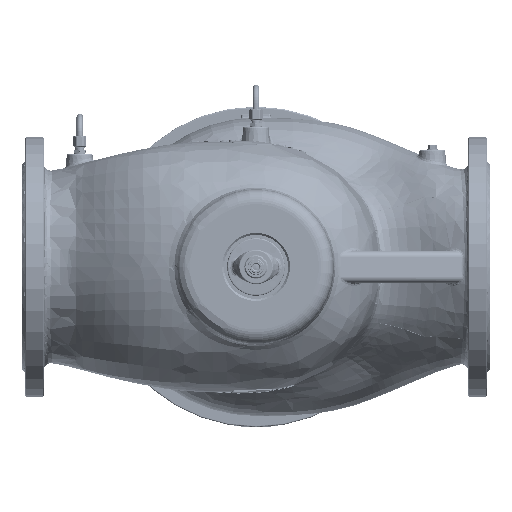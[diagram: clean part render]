
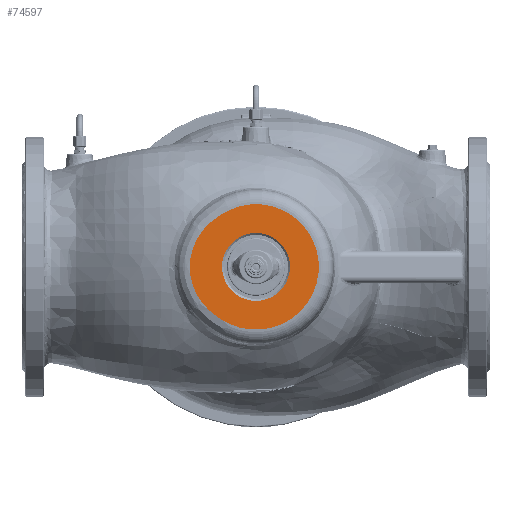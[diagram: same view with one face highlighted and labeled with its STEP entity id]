
A CAD part, front view. The second image highlights one B-rep face of the part: STEP entity #74597.
In plain terms, the highlighted planar face has unit normal (0, -1, 0).
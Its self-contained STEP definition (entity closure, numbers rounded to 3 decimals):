
#1167=CARTESIAN_POINT('',(0.,-257.,0.));
#1168=DIRECTION('',(0.,-1.,0.));
#1169=DIRECTION('',(-0.423,0.,-0.906));
#1170=AXIS2_PLACEMENT_3D('',#1167,#1168,#1169);
#21151=CARTESIAN_POINT('',(-84.29,-257.,
-55.392));
#21152=CARTESIAN_POINT('',(-83.004,-257.,
-57.075));
#21153=CARTESIAN_POINT('',(-80.275,-257.,
-60.411));
#21154=CARTESIAN_POINT('',(-75.528,-257.,
-65.458));
#21155=CARTESIAN_POINT('',(-70.559,-257.,
-70.072));
#21156=CARTESIAN_POINT('',(-65.376,-257.,-74.324));
#21157=CARTESIAN_POINT('',(-59.951,-257.,-78.276));
#21158=CARTESIAN_POINT('',(-54.208,-257.,-81.999));
#21159=CARTESIAN_POINT('',(-47.992,-257.,-85.563));
#21160=CARTESIAN_POINT('',(-43.685,-257.,-87.725));
#21161=CARTESIAN_POINT('',(-41.476,-257.,-88.758));
#21163=CARTESIAN_POINT('',(-103.404,-257.,
0.));
#21164=CARTESIAN_POINT('',(-103.404,-257.,
-4.794));
#21165=CARTESIAN_POINT('',(-102.619,-257.,
-14.369));
#21166=CARTESIAN_POINT('',(-98.923,-257.,
-28.999));
#21167=CARTESIAN_POINT('',(-92.789,-257.,
-42.979));
#21168=CARTESIAN_POINT('',(-87.361,-257.,
-51.38));
#21169=CARTESIAN_POINT('',(-84.29,-257.,
-55.392));
#21171=CARTESIAN_POINT('',(-84.291,-257.,
55.392));
#21172=CARTESIAN_POINT('',(-87.361,-257.,
51.379));
#21173=CARTESIAN_POINT('',(-92.789,-257.,
42.979));
#21174=CARTESIAN_POINT('',(-98.923,-257.,
28.999));
#21175=CARTESIAN_POINT('',(-102.619,-257.,
14.37));
#21176=CARTESIAN_POINT('',(-103.404,-257.,
4.794));
#21177=CARTESIAN_POINT('',(-103.404,-257.,
0.));
#21179=CARTESIAN_POINT('',(-41.476,-257.,88.758));
#21180=CARTESIAN_POINT('',(-43.733,-257.,87.703));
#21181=CARTESIAN_POINT('',(-48.134,-257.,85.49));
#21182=CARTESIAN_POINT('',(-54.511,-257.,81.817));
#21183=CARTESIAN_POINT('',(-60.336,-257.,78.012));
#21184=CARTESIAN_POINT('',(-65.756,-257.,74.028));
#21185=CARTESIAN_POINT('',(-70.839,-257.,69.823));
#21186=CARTESIAN_POINT('',(-75.688,-257.,
65.294));
#21187=CARTESIAN_POINT('',(-80.329,-257.,
60.346));
#21188=CARTESIAN_POINT('',(-83.019,-257.,
57.055));
#21189=CARTESIAN_POINT('',(-84.291,-257.,
55.392));
#21191=CARTESIAN_POINT('',(0.,-257.,0.));
#21192=DIRECTION('',(0.,-1.,0.));
#21193=DIRECTION('',(-1.,0.,0.));
#21194=AXIS2_PLACEMENT_3D('',#21191,#21192,#21193);
#21196=CARTESIAN_POINT('',(0.,-257.,0.));
#21197=DIRECTION('',(0.,-1.,0.));
#21198=DIRECTION('',(1.,0.,0.));
#21199=AXIS2_PLACEMENT_3D('',#21196,#21197,#21198);
#26516=CARTESIAN_POINT('',(-41.476,-257.,88.758));
#26518=VERTEX_POINT('',#26516);
#26644=CARTESIAN_POINT('',(-41.476,-257.,-88.758));
#26646=VERTEX_POINT('',#26644);
#28198=CARTESIAN_POINT('',(-53.,-257.,0.));
#28199=CARTESIAN_POINT('',(53.,-257.,0.));
#28200=VERTEX_POINT('',#28198);
#28201=VERTEX_POINT('',#28199);
#28218=VERTEX_POINT('',#21189);
#28220=VERTEX_POINT('',#21177);
#28222=VERTEX_POINT('',#21169);
#74577=CARTESIAN_POINT('',(0.,-257.,0.));
#74578=DIRECTION('',(0.,-1.,0.));
#74579=DIRECTION('',(1.,0.,0.));
#74580=AXIS2_PLACEMENT_3D('',#74577,#74578,#74579);
#74581=PLANE('',#74580);
#74582=ORIENTED_EDGE('',*,*,#34622,.F.);
#74584=ORIENTED_EDGE('',*,*,#74583,.F.);
#74586=ORIENTED_EDGE('',*,*,#74585,.F.);
#74588=ORIENTED_EDGE('',*,*,#74587,.F.);
#74589=ORIENTED_EDGE('',*,*,#34605,.F.);
#74590=EDGE_LOOP('',(#74582,#74584,#74586,#74588,#74589));
#74591=FACE_OUTER_BOUND('',#74590,.F.);
#74592=ORIENTED_EDGE('',*,*,#74567,.T.);
#74594=ORIENTED_EDGE('',*,*,#74593,.T.);
#74595=EDGE_LOOP('',(#74592,#74594));
#74596=FACE_BOUND('',#74595,.F.);
#74597=ADVANCED_FACE('',(#74591,#74596),#74581,.T.);
#1171=CIRCLE('',#1170,97.97);
#21162=B_SPLINE_CURVE_WITH_KNOTS('',3,(#21151,#21152,#21153,#21154,#21155,
#21156,#21157,#21158,#21159,#21160,#21161),.UNSPECIFIED.,.F.,.F.,(4,1,1,1,1,1,1,
1,4),(0.,0.125,0.25,0.375,0.5,0.625,0.75,0.875,1.),
.UNSPECIFIED.);
#21170=B_SPLINE_CURVE_WITH_KNOTS('',3,(#21163,#21164,#21165,#21166,#21167,
#21168,#21169),.UNSPECIFIED.,.F.,.F.,(4,1,1,1,4),(0.,0.25,0.5,0.75,
1.),.UNSPECIFIED.);
#21178=B_SPLINE_CURVE_WITH_KNOTS('',3,(#21171,#21172,#21173,#21174,#21175,
#21176,#21177),.UNSPECIFIED.,.F.,.F.,(4,1,1,1,4),(0.,0.25,0.5,0.75,
1.),.UNSPECIFIED.);
#21190=B_SPLINE_CURVE_WITH_KNOTS('',3,(#21179,#21180,#21181,#21182,#21183,
#21184,#21185,#21186,#21187,#21188,#21189),.UNSPECIFIED.,.F.,.F.,(4,1,1,1,1,1,1,
1,4),(0.,0.125,0.25,0.375,0.5,0.625,0.75,0.875,1.),
.UNSPECIFIED.);
#21195=CIRCLE('',#21194,53.);
#21200=CIRCLE('',#21199,53.);
#34605=EDGE_CURVE('',#26518,#28218,#21190,.T.);
#34622=EDGE_CURVE('',#26646,#26518,#1171,.T.);
#74567=EDGE_CURVE('',#28200,#28201,#21195,.T.);
#74583=EDGE_CURVE('',#28222,#26646,#21162,.T.);
#74585=EDGE_CURVE('',#28220,#28222,#21170,.T.);
#74587=EDGE_CURVE('',#28218,#28220,#21178,.T.);
#74593=EDGE_CURVE('',#28201,#28200,#21200,.T.);
